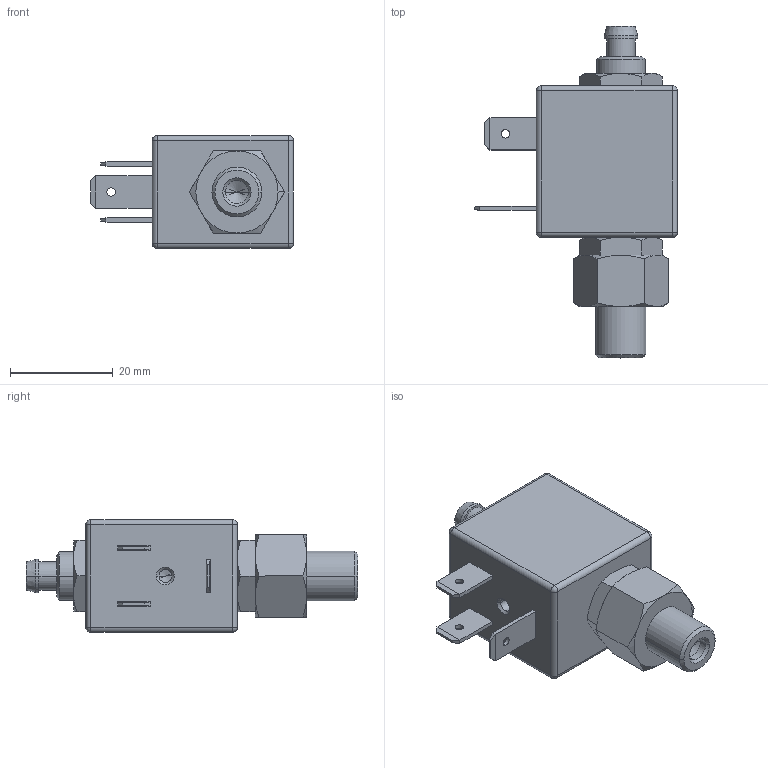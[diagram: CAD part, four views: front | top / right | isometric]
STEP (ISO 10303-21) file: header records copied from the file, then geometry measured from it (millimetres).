
FILE_DESCRIPTION((''),'2;1');
FILE_NAME('4144XPV17_S_INGOMBRO_ASM','2017-02-24T',('manzoniste'),('O.D.E.'),'CREO PARAMETRIC BY PTC INC, 2016130','CREO PARAMETRIC BY PTC INC, 2016130','');
FILE_SCHEMA(('CONFIG_CONTROL_DESIGN'));
Length unit declared in the file: millimetre
Products named in the file (1): 4144XPV17_S_INGOMBRO_ASM
Bounding box: 39.5 x 64.65 x 22 mm (x, y, z)
Volume: 17908.7 mm3; surface area: 11009 mm2
Topology: 1 solids, 8 shells, 247 faces, 548 edges, 324 vertices
Faces by surface type: plane 112, cylinder 64, cone 59, sphere 8, torus 4
Entity records: 7913 total; most frequent: CARTESIAN_POINT 1443, DIRECTION 1186, ORIENTED_EDGE 1084, EDGE_CURVE 542, AXIS2_PLACEMENT_3D 457, VERTEX_POINT 324, VECTOR 272, LINE 272
